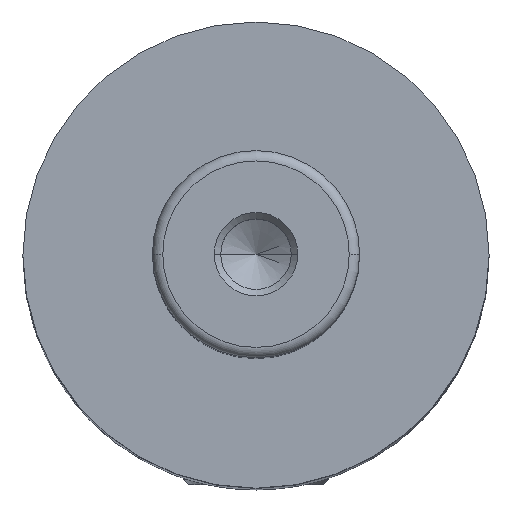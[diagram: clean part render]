
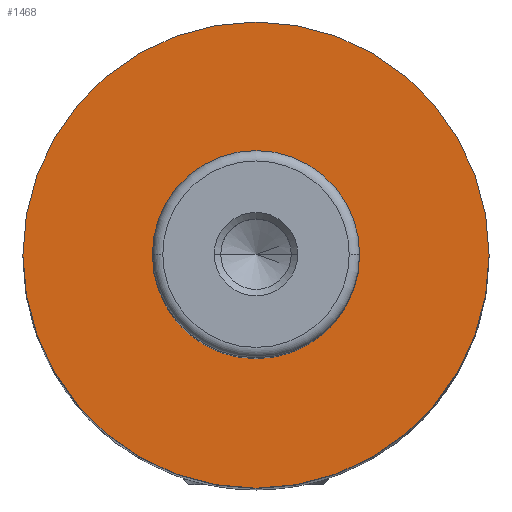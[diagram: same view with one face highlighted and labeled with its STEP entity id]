
A CAD part, top view. The second image highlights one B-rep face of the part: STEP entity #1468.
In plain terms, the highlighted planar face has unit normal (0, 0, 1).
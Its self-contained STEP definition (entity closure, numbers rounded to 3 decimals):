
#95 = AXIS2_PLACEMENT_3D ( 'NONE', #1470, #688, #1592 ) ;
#107 = AXIS2_PLACEMENT_3D ( 'NONE', #1299, #519, #1430 ) ;
#133 = CARTESIAN_POINT ( 'NONE',  ( -22.5, 0., 98. ) ) ;
#144 = DIRECTION ( 'NONE',  ( 0., 0., -1. ) ) ;
#204 = FACE_OUTER_BOUND ( 'NONE', #1392, .T. ) ;
#260 = CARTESIAN_POINT ( 'NONE',  ( -10., 0., 98. ) ) ;
#271 = CARTESIAN_POINT ( 'NONE',  ( 0., 0., 98. ) ) ;
#330 = EDGE_CURVE ( 'NONE', #723, #1443, #946, .T. ) ;
#376 = CIRCLE ( 'NONE', #631, 22.5 ) ;
#389 = DIRECTION ( 'NONE',  ( 0., 0., 1. ) ) ;
#390 = CARTESIAN_POINT ( 'NONE',  ( 22.5, 0., 98. ) ) ;
#409 = DIRECTION ( 'NONE',  ( -1., 0., 0. ) ) ;
#460 = CIRCLE ( 'NONE', #1361, 10. ) ;
#463 = EDGE_LOOP ( 'NONE', ( #1418, #785 ) ) ;
#519 = DIRECTION ( 'NONE',  ( 0., 0., -1. ) ) ;
#580 = ORIENTED_EDGE ( 'NONE', *, *, #913, .F. ) ;
#631 = AXIS2_PLACEMENT_3D ( 'NONE', #271, #1174, #409 ) ;
#688 = DIRECTION ( 'NONE',  ( 0., 0., -1. ) ) ;
#723 = VERTEX_POINT ( 'NONE', #1415 ) ;
#760 = VERTEX_POINT ( 'NONE', #390 ) ;
#785 = ORIENTED_EDGE ( 'NONE', *, *, #1489, .T. ) ;
#838 = ORIENTED_EDGE ( 'NONE', *, *, #1580, .F. ) ;
#887 = VERTEX_POINT ( 'NONE', #133 ) ;
#913 = EDGE_CURVE ( 'NONE', #760, #887, #376, .T. ) ;
#914 = CARTESIAN_POINT ( 'NONE',  ( 0., 0., 98. ) ) ;
#946 = CIRCLE ( 'NONE', #95, 10. ) ;
#1030 = PLANE ( 'NONE',  #1093 ) ;
#1045 = DIRECTION ( 'NONE',  ( -1., 0., 0. ) ) ;
#1093 = AXIS2_PLACEMENT_3D ( 'NONE', #260, #389, #1301 ) ;
#1174 = DIRECTION ( 'NONE',  ( 0., 0., -1. ) ) ;
#1299 = CARTESIAN_POINT ( 'NONE',  ( 0., 0., 98. ) ) ;
#1301 = DIRECTION ( 'NONE',  ( 1., 0., 0. ) ) ;
#1361 = AXIS2_PLACEMENT_3D ( 'NONE', #914, #144, #1045 ) ;
#1392 = EDGE_LOOP ( 'NONE', ( #838, #580 ) ) ;
#1415 = CARTESIAN_POINT ( 'NONE',  ( -10., 0., 98. ) ) ;
#1417 = CIRCLE ( 'NONE', #107, 22.5 ) ;
#1418 = ORIENTED_EDGE ( 'NONE', *, *, #330, .T. ) ;
#1430 = DIRECTION ( 'NONE',  ( -1., 0., 0. ) ) ;
#1443 = VERTEX_POINT ( 'NONE', #1542 ) ;
#1468 = ADVANCED_FACE ( 'NONE', ( #1530, #204 ), #1030, .T. ) ;
#1470 = CARTESIAN_POINT ( 'NONE',  ( 0., 0., 98. ) ) ;
#1489 = EDGE_CURVE ( 'NONE', #1443, #723, #460, .T. ) ;
#1530 = FACE_BOUND ( 'NONE', #463, .T. ) ;
#1542 = CARTESIAN_POINT ( 'NONE',  ( 10., 0., 98. ) ) ;
#1580 = EDGE_CURVE ( 'NONE', #887, #760, #1417, .T. ) ;
#1592 = DIRECTION ( 'NONE',  ( -1., 0., 0. ) ) ;
